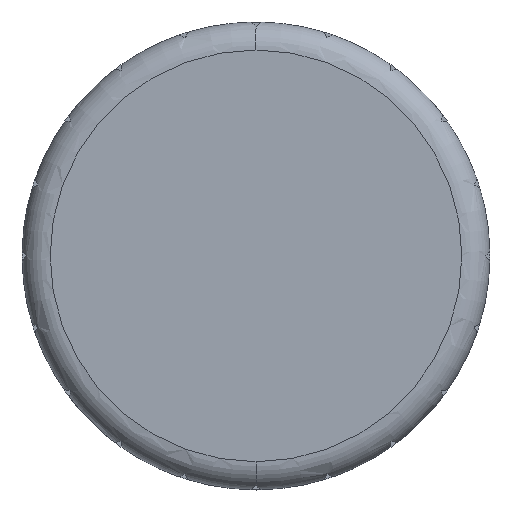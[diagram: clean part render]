
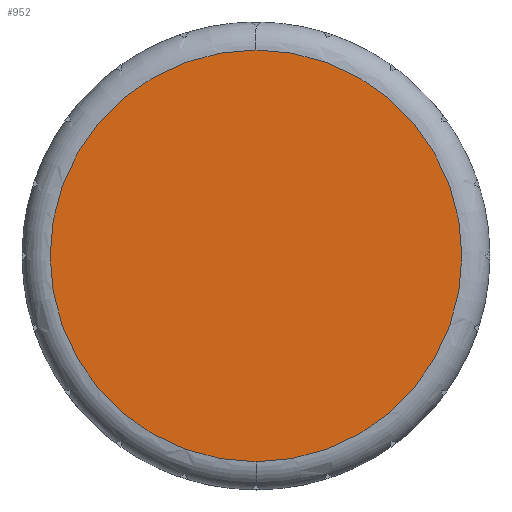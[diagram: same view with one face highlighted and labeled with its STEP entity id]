
A CAD part, top view. The second image highlights one B-rep face of the part: STEP entity #952.
In plain terms, the highlighted planar face has unit normal (0, 0, 1).
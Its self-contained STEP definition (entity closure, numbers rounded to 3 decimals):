
#952=ADVANCED_FACE('',(#2318),#2319,.T.);
#1006=EDGE_CURVE('',#1082,#1026,#2380,.T.);
#1026=VERTEX_POINT('',#2401);
#1060=EDGE_CURVE('',#1144,#1082,#2437,.T.);
#1082=VERTEX_POINT('',#2463);
#1144=VERTEX_POINT('',#2532);
#1764=EDGE_CURVE('',#1026,#1144,#3204,.T.);
#2318=FACE_OUTER_BOUND('',#4003,.T.);
#2319=PLANE('',#4004);
#2380=CIRCLE('',#4129,11.0);
#2401=CARTESIAN_POINT('',(0.,-11.0,34.0));
#2437=CIRCLE('',#4278,11.0);
#2463=CARTESIAN_POINT('',(11.0,0.,34.0));
#2532=CARTESIAN_POINT('',(0.,11.0,34.0));
#3204=CIRCLE('',#5655,11.0);
#4003=EDGE_LOOP('',(#6501,#6502,#6503));
#4004=AXIS2_PLACEMENT_3D('',#6504,#6505,#6506);
#4129=AXIS2_PLACEMENT_3D('',#6584,#6585,#6586);
#4278=AXIS2_PLACEMENT_3D('',#6626,#6627,#6628);
#5655=AXIS2_PLACEMENT_3D('',#7427,#7428,#7429);
#6501=ORIENTED_EDGE('',*,*,#1006,.F.);
#6502=ORIENTED_EDGE('',*,*,#1060,.F.);
#6503=ORIENTED_EDGE('',*,*,#1764,.F.);
#6504=CARTESIAN_POINT('',(5.5,0.,34.0));
#6505=DIRECTION('',(0.0,0.,1.0));
#6506=DIRECTION('',(-1.0,0.0,0.0));
#6584=CARTESIAN_POINT('',(0.0,0.,34.0));
#6585=DIRECTION('',(0.0,0.,-1.0));
#6586=DIRECTION('',(1.0,0.0,0.0));
#6626=CARTESIAN_POINT('',(0.0,0.,34.0));
#6627=DIRECTION('',(0.0,0.,-1.0));
#6628=DIRECTION('',(1.0,0.0,0.0));
#7427=CARTESIAN_POINT('',(0.0,0.,34.0));
#7428=DIRECTION('',(0.0,0.,-1.0));
#7429=DIRECTION('',(1.0,0.0,0.0));
